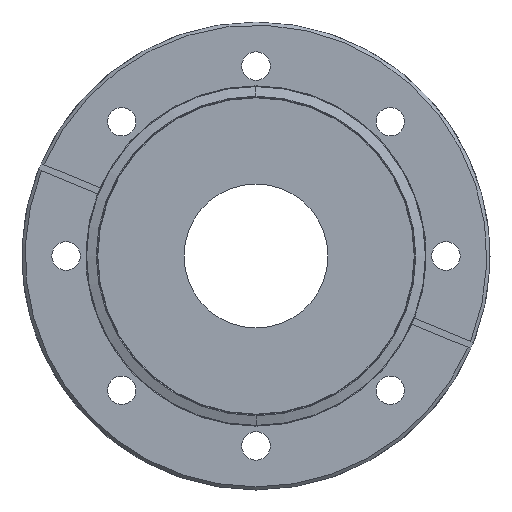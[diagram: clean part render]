
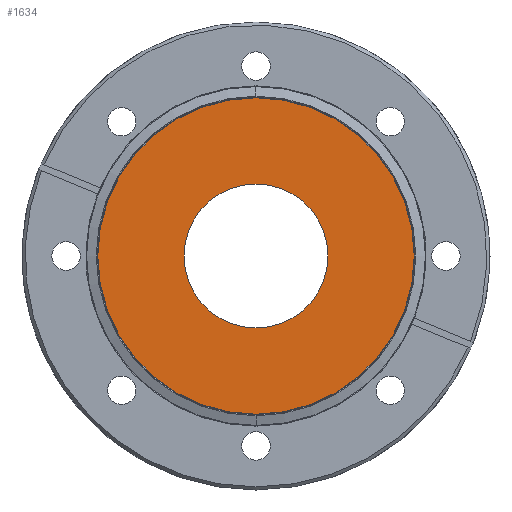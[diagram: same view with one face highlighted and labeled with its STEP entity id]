
A CAD part, left-side view. The second image highlights one B-rep face of the part: STEP entity #1634.
In plain terms, the highlighted planar face has unit normal (-1, 0, 0).
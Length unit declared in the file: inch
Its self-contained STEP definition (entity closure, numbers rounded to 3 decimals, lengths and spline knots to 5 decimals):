
#71 = CARTESIAN_POINT ( 'NONE',  ( 0.051, 0., 0.6875 ) ) ;
#107 = ORIENTED_EDGE ( 'NONE', *, *, #575, .F. ) ;
#131 = CARTESIAN_POINT ( 'NONE',  ( 0.051, 0., -0.6875 ) ) ;
#132 = VERTEX_POINT ( 'NONE', #71 ) ;
#179 = VERTEX_POINT ( 'NONE', #1050 ) ;
#180 = AXIS2_PLACEMENT_3D ( 'NONE', #826, #953, #584 ) ;
#254 = AXIS2_PLACEMENT_3D ( 'NONE', #788, #806, #1491 ) ;
#375 = EDGE_CURVE ( 'NONE', #132, #1541, #1724, .T. ) ;
#423 = EDGE_LOOP ( 'NONE', ( #1453, #910 ) ) ;
#424 = DIRECTION ( 'NONE',  ( -1., 0., 0. ) ) ;
#553 = CARTESIAN_POINT ( 'NONE',  ( 0.051, 0., 0. ) ) ;
#569 = CARTESIAN_POINT ( 'NONE',  ( 0.051, 1.51559, 0. ) ) ;
#575 = EDGE_CURVE ( 'NONE', #1541, #132, #1213, .T. ) ;
#584 = DIRECTION ( 'NONE',  ( 0., 0., 1. ) ) ;
#676 = AXIS2_PLACEMENT_3D ( 'NONE', #569, #982, #1001 ) ;
#681 = EDGE_CURVE ( 'NONE', #179, #1343, #1273, .T. ) ;
#698 = CARTESIAN_POINT ( 'NONE',  ( 0.051, 0., -1.5114 ) ) ;
#725 = ORIENTED_EDGE ( 'NONE', *, *, #375, .F. ) ;
#788 = CARTESIAN_POINT ( 'NONE',  ( 0.051, 0., 0. ) ) ;
#806 = DIRECTION ( 'NONE',  ( -1., 0., 0. ) ) ;
#826 = CARTESIAN_POINT ( 'NONE',  ( 0.051, 0., 0. ) ) ;
#847 = CIRCLE ( 'NONE', #254, 1.5114 ) ;
#874 = CARTESIAN_POINT ( 'NONE',  ( 0.051, 0., 0. ) ) ;
#900 = DIRECTION ( 'NONE',  ( 0., 0., 1. ) ) ;
#910 = ORIENTED_EDGE ( 'NONE', *, *, #681, .T. ) ;
#953 = DIRECTION ( 'NONE',  ( -1., 0., 0. ) ) ;
#982 = DIRECTION ( 'NONE',  ( 1., 0., 0. ) ) ;
#1001 = DIRECTION ( 'NONE',  ( 0., 0., -1. ) ) ;
#1050 = CARTESIAN_POINT ( 'NONE',  ( 0.051, 0., 1.5114 ) ) ;
#1090 = FACE_OUTER_BOUND ( 'NONE', #423, .T. ) ;
#1213 = CIRCLE ( 'NONE', #1473, 0.6875 ) ;
#1246 = EDGE_LOOP ( 'NONE', ( #725, #107 ) ) ;
#1273 = CIRCLE ( 'NONE', #1675, 1.5114 ) ;
#1343 = VERTEX_POINT ( 'NONE', #698 ) ;
#1428 = DIRECTION ( 'NONE',  ( -1., 0., 0. ) ) ;
#1453 = ORIENTED_EDGE ( 'NONE', *, *, #1601, .T. ) ;
#1473 = AXIS2_PLACEMENT_3D ( 'NONE', #874, #1428, #900 ) ;
#1491 = DIRECTION ( 'NONE',  ( 0., 0., -1. ) ) ;
#1505 = DIRECTION ( 'NONE',  ( 0., 0., -1. ) ) ;
#1541 = VERTEX_POINT ( 'NONE', #131 ) ;
#1601 = EDGE_CURVE ( 'NONE', #1343, #179, #847, .T. ) ;
#1634 = ADVANCED_FACE ( 'NONE', ( #1090, #1637 ), #1685, .F. ) ;
#1637 = FACE_BOUND ( 'NONE', #1246, .T. ) ;
#1675 = AXIS2_PLACEMENT_3D ( 'NONE', #553, #424, #1505 ) ;
#1685 = PLANE ( 'NONE',  #676 ) ;
#1724 = CIRCLE ( 'NONE', #180, 0.6875 ) ;
